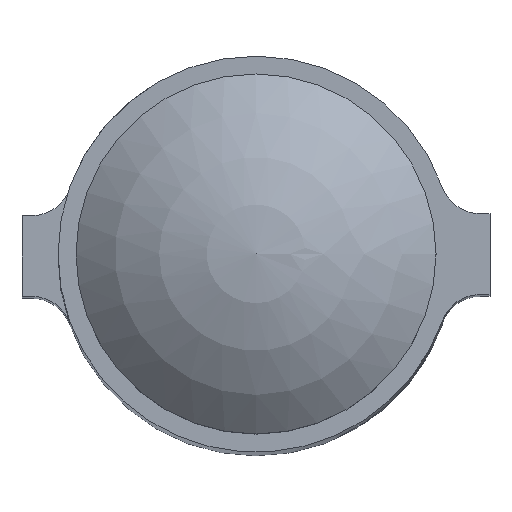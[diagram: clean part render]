
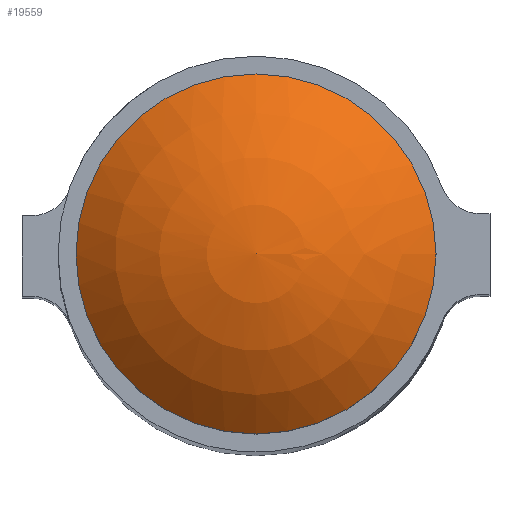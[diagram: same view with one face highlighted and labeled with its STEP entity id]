
A CAD part, top view. The second image highlights one B-rep face of the part: STEP entity #19559.
In plain terms, the highlighted spherical face has radius 14.5 mm.
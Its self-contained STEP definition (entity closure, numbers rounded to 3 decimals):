
#19539=CARTESIAN_POINT('',(9.0,0.,35.25));
#19540=VERTEX_POINT('',#19539);
#19541=CARTESIAN_POINT('',(-1.,0.,35.25));
#19542=DIRECTION('',(0.0,0.0,1.0));
#19543=DIRECTION('',(1.0,0.0,0.0));
#19544=AXIS2_PLACEMENT_3D('',#19541,#19542,#19543);
#19545=CIRCLE('',#19544,10.0);
#19546=EDGE_CURVE('',#19540,#19540,#19545,.T.);
#19551=CARTESIAN_POINT('',(-1.,0.,24.75));
#19552=DIRECTION('',(0.0,0.0,1.0));
#19553=DIRECTION('',(1.0,0.0,0.0));
#19554=AXIS2_PLACEMENT_3D('',#19551,#19552,#19553);
#19555=SPHERICAL_SURFACE('',#19554,14.5);
#19556=ORIENTED_EDGE('',*,*,#19546,.T.);
#19557=EDGE_LOOP('',(#19556));
#19558=FACE_OUTER_BOUND('',#19557,.T.);
#19559=ADVANCED_FACE('',(#19558),#19555,.T.);
